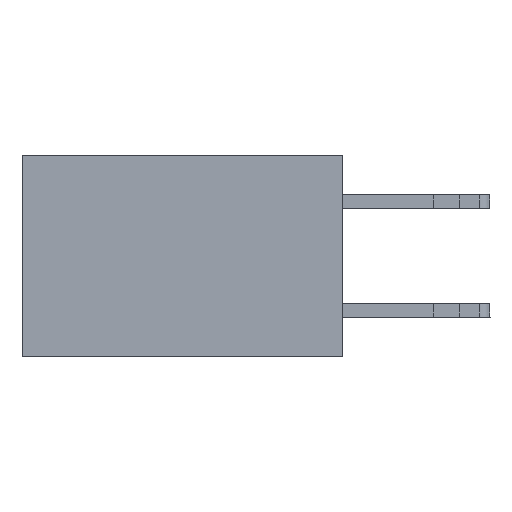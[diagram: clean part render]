
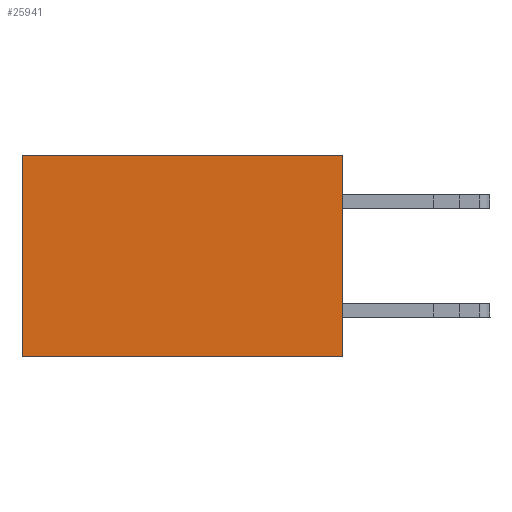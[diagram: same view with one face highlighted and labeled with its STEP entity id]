
A CAD part, left-side view. The second image highlights one B-rep face of the part: STEP entity #25941.
In plain terms, the highlighted planar face has unit normal (-1, 0, 0).
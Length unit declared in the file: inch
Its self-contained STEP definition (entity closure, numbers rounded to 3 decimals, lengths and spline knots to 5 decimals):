
#1083 = ORIENTED_EDGE ( 'NONE', *, *, #25279, .F. ) ;
#2542 = ORIENTED_EDGE ( 'NONE', *, *, #18550, .T. ) ;
#3424 = EDGE_CURVE ( 'NONE', #18702, #23018, #21423, .T. ) ;
#3490 = VERTEX_POINT ( 'NONE', #11152 ) ;
#4235 = CARTESIAN_POINT ( 'NONE',  ( 0.277, 0.59, -0.37 ) ) ;
#5058 = AXIS2_PLACEMENT_3D ( 'NONE', #22596, #24701, #12007 ) ;
#5381 = VECTOR ( 'NONE', #24250, 39.37008 ) ;
#6316 = LINE ( 'NONE', #23902, #24340 ) ;
#7696 = PLANE ( 'NONE',  #5058 ) ;
#9395 = CARTESIAN_POINT ( 'NONE',  ( 0.277, 0.59, -0.37 ) ) ;
#11152 = CARTESIAN_POINT ( 'NONE',  ( 0.277, 0., -0.37 ) ) ;
#11183 = DIRECTION ( 'NONE',  ( 0., 0., -1. ) ) ;
#11641 = FACE_OUTER_BOUND ( 'NONE', #18254, .T. ) ;
#11731 = ORIENTED_EDGE ( 'NONE', *, *, #3424, .T. ) ;
#12007 = DIRECTION ( 'NONE',  ( 0., 0., -1. ) ) ;
#12537 = CARTESIAN_POINT ( 'NONE',  ( 0.277, 0., 0. ) ) ;
#15511 = VERTEX_POINT ( 'NONE', #4235 ) ;
#15797 = DIRECTION ( 'NONE',  ( 0., 1., 0. ) ) ;
#16098 = LINE ( 'NONE', #9395, #5381 ) ;
#16376 = VECTOR ( 'NONE', #15797, 39.37008 ) ;
#18254 = EDGE_LOOP ( 'NONE', ( #2542, #24169, #1083, #11731 ) ) ;
#18550 = EDGE_CURVE ( 'NONE', #23018, #15511, #16098, .T. ) ;
#18702 = VERTEX_POINT ( 'NONE', #22594 ) ;
#21404 = DIRECTION ( 'NONE',  ( 0., 1., 0. ) ) ;
#21423 = LINE ( 'NONE', #12537, #27023 ) ;
#22022 = LINE ( 'NONE', #24196, #16376 ) ;
#22594 = CARTESIAN_POINT ( 'NONE',  ( 0.277, 0., 0. ) ) ;
#22596 = CARTESIAN_POINT ( 'NONE',  ( 0.277, 0., -0.37 ) ) ;
#23018 = VERTEX_POINT ( 'NONE', #24921 ) ;
#23902 = CARTESIAN_POINT ( 'NONE',  ( 0.277, 0., -0.37 ) ) ;
#24169 = ORIENTED_EDGE ( 'NONE', *, *, #24833, .F. ) ;
#24196 = CARTESIAN_POINT ( 'NONE',  ( 0.277, 0., -0.37 ) ) ;
#24250 = DIRECTION ( 'NONE',  ( 0., 0., -1. ) ) ;
#24340 = VECTOR ( 'NONE', #11183, 39.37008 ) ;
#24701 = DIRECTION ( 'NONE',  ( 1., 0., 0. ) ) ;
#24833 = EDGE_CURVE ( 'NONE', #3490, #15511, #22022, .T. ) ;
#24921 = CARTESIAN_POINT ( 'NONE',  ( 0.277, 0.59, 0. ) ) ;
#25279 = EDGE_CURVE ( 'NONE', #18702, #3490, #6316, .T. ) ;
#25941 = ADVANCED_FACE ( 'NONE', ( #11641 ), #7696, .F. ) ;
#27023 = VECTOR ( 'NONE', #21404, 39.37008 ) ;
